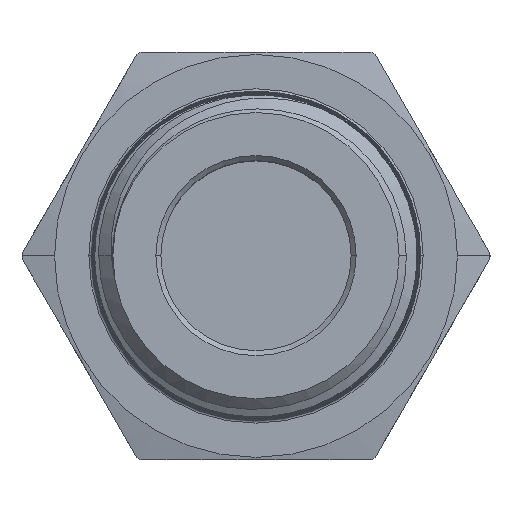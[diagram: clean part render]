
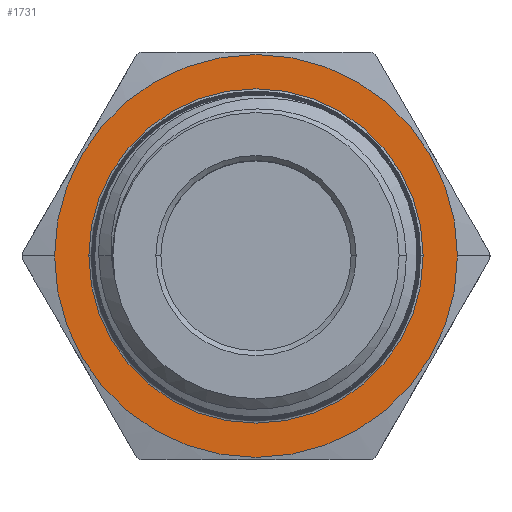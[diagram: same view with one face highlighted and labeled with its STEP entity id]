
A CAD part, top view. The second image highlights one B-rep face of the part: STEP entity #1731.
In plain terms, the highlighted planar face has unit normal (0, 0, 1).
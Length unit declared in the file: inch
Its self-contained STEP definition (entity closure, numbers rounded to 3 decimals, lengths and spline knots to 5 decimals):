
#311 = PLANE ( 'NONE',  #3570 ) ;
#313 = CARTESIAN_POINT ( 'NONE',  ( -0.47054, -0.815, 0.2 ) ) ;
#314 = DIRECTION ( 'NONE',  ( 0., 0., 1. ) ) ;
#315 = DIRECTION ( 'NONE',  ( 1., 0., 0. ) ) ;
#1731 = ADVANCED_FACE ( 'NONE', ( #6185, #6187 ), #311, .T. ) ;
#2550 = EDGE_CURVE ( 'NONE', #6130, #6131, #6277, .T. ) ;
#2551 = EDGE_CURVE ( 'NONE', #6125, #6140, #6278, .T. ) ;
#2603 = EDGE_CURVE ( 'NONE', #6131, #6130, #6338, .T. ) ;
#2622 = EDGE_CURVE ( 'NONE', #6140, #6125, #6359, .T. ) ;
#3377 = CARTESIAN_POINT ( 'NONE',  ( 0.805, 0., 0.2 ) ) ;
#3418 = CARTESIAN_POINT ( 'NONE',  ( -0.668, 0., 0.2 ) ) ;
#3419 = CARTESIAN_POINT ( 'NONE',  ( 0.668, 0., 0.2 ) ) ;
#3428 = CARTESIAN_POINT ( 'NONE',  ( -0.805, 0., 0.2 ) ) ;
#3570 = AXIS2_PLACEMENT_3D ( 'NONE', #313, #314, #315 ) ;
#3614 = AXIS2_PLACEMENT_3D ( 'NONE', #6008, #6009, #6010 ) ;
#3615 = AXIS2_PLACEMENT_3D ( 'NONE', #6011, #6012, #6013 ) ;
#3635 = AXIS2_PLACEMENT_3D ( 'NONE', #5324, #5325, #5326 ) ;
#3647 = AXIS2_PLACEMENT_3D ( 'NONE', #5398, #5399, #5400 ) ;
#5324 = CARTESIAN_POINT ( 'NONE',  ( 0., 0., 0.2 ) ) ;
#5325 = DIRECTION ( 'NONE',  ( 0., 0., -1. ) ) ;
#5326 = DIRECTION ( 'NONE',  ( 1., 0., 0. ) ) ;
#5398 = CARTESIAN_POINT ( 'NONE',  ( 0., 0., 0.2 ) ) ;
#5399 = DIRECTION ( 'NONE',  ( 0., 0., -1. ) ) ;
#5400 = DIRECTION ( 'NONE',  ( -1., 0., 0. ) ) ;
#6008 = CARTESIAN_POINT ( 'NONE',  ( 0., 0., 0.2 ) ) ;
#6009 = DIRECTION ( 'NONE',  ( 0., 0., -1. ) ) ;
#6010 = DIRECTION ( 'NONE',  ( 1., 0., 0. ) ) ;
#6011 = CARTESIAN_POINT ( 'NONE',  ( 0., 0., 0.2 ) ) ;
#6012 = DIRECTION ( 'NONE',  ( 0., 0., -1. ) ) ;
#6013 = DIRECTION ( 'NONE',  ( -1., 0., 0. ) ) ;
#6125 = VERTEX_POINT ( 'NONE', #3377 ) ;
#6130 = VERTEX_POINT ( 'NONE', #3418 ) ;
#6131 = VERTEX_POINT ( 'NONE', #3419 ) ;
#6140 = VERTEX_POINT ( 'NONE', #3428 ) ;
#6185 = FACE_BOUND ( 'NONE', #6535, .T. ) ;
#6187 = FACE_OUTER_BOUND ( 'NONE', #6534, .T. ) ;
#6277 = CIRCLE ( 'NONE', #3614, 0.668 ) ;
#6278 = CIRCLE ( 'NONE', #3615, 0.805 ) ;
#6338 = CIRCLE ( 'NONE', #3635, 0.668 ) ;
#6359 = CIRCLE ( 'NONE', #3647, 0.805 ) ;
#6463 = ORIENTED_EDGE ( 'NONE', *, *, #2603, .T. ) ;
#6464 = ORIENTED_EDGE ( 'NONE', *, *, #2550, .T. ) ;
#6465 = ORIENTED_EDGE ( 'NONE', *, *, #2622, .F. ) ;
#6466 = ORIENTED_EDGE ( 'NONE', *, *, #2551, .F. ) ;
#6534 = EDGE_LOOP ( 'NONE', ( #6465, #6466 ) ) ;
#6535 = EDGE_LOOP ( 'NONE', ( #6463, #6464 ) ) ;
